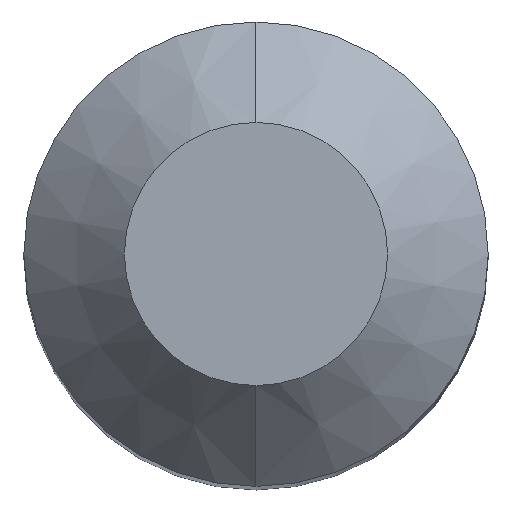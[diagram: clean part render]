
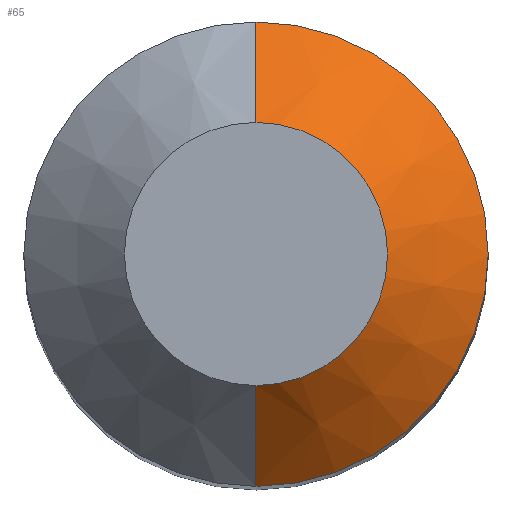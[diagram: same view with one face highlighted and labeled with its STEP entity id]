
A CAD part, top view. The second image highlights one B-rep face of the part: STEP entity #65.
In plain terms, the highlighted conical face has half-angle 45 degrees and reference radius 2.35 mm.
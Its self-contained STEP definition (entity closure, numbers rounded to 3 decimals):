
#65=ADVANCED_FACE('',(#128),#129,.T.);
#128=FACE_OUTER_BOUND('',#193,.T.);
#129=CONICAL_SURFACE('',#194,2.35,0.785);
#193=EDGE_LOOP('',(#283,#284,#285,#286));
#194=AXIS2_PLACEMENT_3D('',#287,#288,#289);
#283=ORIENTED_EDGE('',*,*,#374,.F.);
#284=ORIENTED_EDGE('',*,*,#375,.T.);
#285=ORIENTED_EDGE('',*,*,#376,.F.);
#286=ORIENTED_EDGE('',*,*,#370,.F.);
#287=CARTESIAN_POINT('',(0.,0.0,27.243));
#288=DIRECTION('',(0.,-0.0,-1.0));
#289=DIRECTION('',(0.0,1.0,0.0));
#370=EDGE_CURVE('',#432,#435,#436,.T.);
#374=EDGE_CURVE('',#440,#432,#441,.T.);
#375=EDGE_CURVE('',#440,#442,#443,.T.);
#376=EDGE_CURVE('',#435,#442,#444,.T.);
#432=VERTEX_POINT('',#502);
#435=VERTEX_POINT('',#506);
#436=CIRCLE('',#507,3.0);
#440=VERTEX_POINT('',#512);
#441=LINE('',#513,#514);
#442=VERTEX_POINT('',#515);
#443=CIRCLE('',#516,1.7);
#444=LINE('',#517,#518);
#502=CARTESIAN_POINT('',(0.,3.0,26.593));
#506=CARTESIAN_POINT('',(0.,-3.0,26.593));
#507=AXIS2_PLACEMENT_3D('',#580,#581,#582);
#512=CARTESIAN_POINT('',(0.,1.7,27.893));
#513=CARTESIAN_POINT('',(0.,2.35,27.243));
#514=VECTOR('',#587,1.0);
#515=CARTESIAN_POINT('',(0.,-1.7,27.893));
#516=AXIS2_PLACEMENT_3D('',#588,#589,#590);
#517=CARTESIAN_POINT('',(0.,-2.35,27.243));
#518=VECTOR('',#591,1.0);
#580=CARTESIAN_POINT('',(0.,0.0,26.593));
#581=DIRECTION('',(0.,0.0,-1.0));
#582=DIRECTION('',(0.0,1.0,0.0));
#587=DIRECTION('',(0.,0.707,-0.707));
#588=CARTESIAN_POINT('',(0.,0.0,27.893));
#589=DIRECTION('',(0.,0.0,-1.0));
#590=DIRECTION('',(0.0,1.0,0.0));
#591=DIRECTION('',(0.,0.707,0.707));
